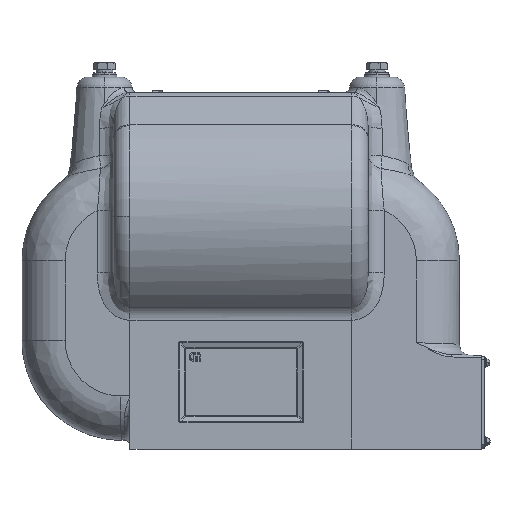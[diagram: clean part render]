
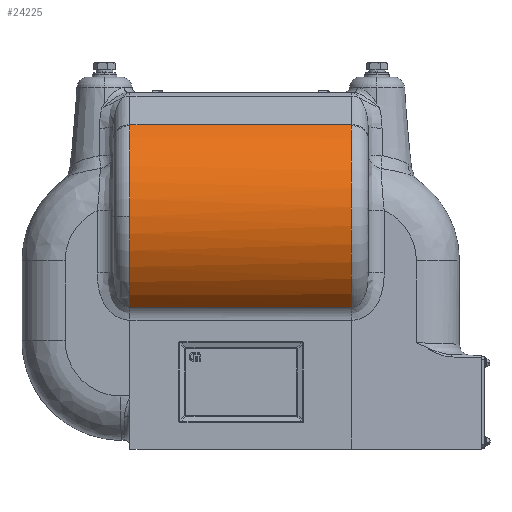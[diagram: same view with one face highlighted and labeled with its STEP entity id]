
A CAD part, top view. The second image highlights one B-rep face of the part: STEP entity #24225.
In plain terms, the highlighted cylindrical face has radius 105 mm (diameter 210 mm), a partial arc.
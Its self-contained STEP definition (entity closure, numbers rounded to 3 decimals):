
#529 = CIRCLE ( 'NONE', #25959, 105. ) ;
#1022 = CIRCLE ( 'NONE', #26131, 105. ) ;
#1099 = CIRCLE ( 'NONE', #26182, 105. ) ;
#1166 = CIRCLE ( 'NONE', #26176, 105. ) ;
#2270 = CARTESIAN_POINT ( 'NONE',  ( 115., 75., 0. ) ) ;
#2321 = DIRECTION ( 'NONE',  ( 1., 0., 0. ) ) ;
#2345 = DIRECTION ( 'NONE',  ( 0., 0., -1. ) ) ;
#3832 = FACE_OUTER_BOUND ( 'NONE', #6335, .T. ) ;
#3846 = CYLINDRICAL_SURFACE ( 'NONE', #15940, 105. ) ;
#5310 = CARTESIAN_POINT ( 'NONE',  ( -100., -6.962, 65.629 ) ) ;
#5381 = CARTESIAN_POINT ( 'NONE',  ( -100., 75., 105. ) ) ;
#6335 = EDGE_LOOP ( 'NONE', ( #22494, #22438, #22421, #22472, #22518, #22545, #22496, #22549, #22492 ) ) ;
#7422 = B_SPLINE_CURVE_WITH_KNOTS ( 'NONE', 3,
 ( #21619, #21611, #21623, #21592 ),
 .UNSPECIFIED., .F., .F.,
 ( 4, 4 ),
 ( 0., 0. ),
 .UNSPECIFIED. ) ;
#7423 = B_SPLINE_CURVE_WITH_KNOTS ( 'NONE', 3,
 ( #21741, #21793, #21791, #21821 ),
 .UNSPECIFIED., .F., .F.,
 ( 4, 4 ),
 ( 0.015, 0.015 ),
 .UNSPECIFIED. ) ;
#8912 = VERTEX_POINT ( 'NONE', #17683 ) ;
#8932 = VERTEX_POINT ( 'NONE', #17674 ) ;
#8940 = VERTEX_POINT ( 'NONE', #17724 ) ;
#8950 = VERTEX_POINT ( 'NONE', #17721 ) ;
#8953 = VERTEX_POINT ( 'NONE', #17700 ) ;
#9303 = VERTEX_POINT ( 'NONE', #17217 ) ;
#9320 = VERTEX_POINT ( 'NONE', #17292 ) ;
#12123 = VECTOR ( 'NONE', #21312, 1000. ) ;
#12126 = LINE ( 'NONE', #21382, #12131 ) ;
#12129 = LINE ( 'NONE', #21327, #12123 ) ;
#12131 = VECTOR ( 'NONE', #21349, 1000. ) ;
#12164 = CIRCLE ( 'NONE', #26200, 105. ) ;
#12965 = EDGE_CURVE ( 'NONE', #25630, #25629, #529, .T. ) ;
#13437 = EDGE_CURVE ( 'NONE', #9320, #9303, #1022, .T. ) ;
#13528 = EDGE_CURVE ( 'NONE', #8940, #8950, #1099, .T. ) ;
#13557 = EDGE_CURVE ( 'NONE', #8912, #8940, #1166, .T. ) ;
#13585 = EDGE_CURVE ( 'NONE', #8953, #8912, #7423, .T. ) ;
#13606 = EDGE_CURVE ( 'NONE', #8950, #9320, #12129, .T. ) ;
#13620 = EDGE_CURVE ( 'NONE', #8932, #8953, #12126, .T. ) ;
#13654 = EDGE_CURVE ( 'NONE', #25629, #8932, #7422, .T. ) ;
#13675 = EDGE_CURVE ( 'NONE', #9303, #25630, #12164, .T. ) ;
#15940 = AXIS2_PLACEMENT_3D ( 'NONE', #2270, #2321, #2345 ) ;
#17217 = CARTESIAN_POINT ( 'NONE',  ( -100., 157., 65.582 ) ) ;
#17292 = CARTESIAN_POINT ( 'NONE',  ( -100., 157.957, 64.367 ) ) ;
#17674 = CARTESIAN_POINT ( 'NONE',  ( -100.006, -6.966, 65.625 ) ) ;
#17683 = CARTESIAN_POINT ( 'NONE',  ( 100., -6.962, 65.629 ) ) ;
#17700 = CARTESIAN_POINT ( 'NONE',  ( 100.006, -6.966, 65.625 ) ) ;
#17721 = CARTESIAN_POINT ( 'NONE',  ( 100., 157.957, 64.367 ) ) ;
#17724 = CARTESIAN_POINT ( 'NONE',  ( 100., 156.96, 65.632 ) ) ;
#19871 = CARTESIAN_POINT ( 'NONE',  ( 100., 75., 0. ) ) ;
#19926 = DIRECTION ( 'NONE',  ( -1., 0., 0. ) ) ;
#19929 = DIRECTION ( 'NONE',  ( 0., 0., -1. ) ) ;
#20077 = CARTESIAN_POINT ( 'NONE',  ( 100., 75., 0. ) ) ;
#20108 = DIRECTION ( 'NONE',  ( -1., 0., 0. ) ) ;
#20115 = DIRECTION ( 'NONE',  ( 0., 0., -1. ) ) ;
#21312 = DIRECTION ( 'NONE',  ( -1., 0., 0. ) ) ;
#21327 = CARTESIAN_POINT ( 'NONE',  ( 115., 157.957, 64.367 ) ) ;
#21349 = DIRECTION ( 'NONE',  ( 1., 0., 0. ) ) ;
#21382 = CARTESIAN_POINT ( 'NONE',  ( 115., -6.966, 65.625 ) ) ;
#21592 = CARTESIAN_POINT ( 'NONE',  ( -100.006, -6.966, 65.625 ) ) ;
#21611 = CARTESIAN_POINT ( 'NONE',  ( -100.002, -6.963, 65.628 ) ) ;
#21619 = CARTESIAN_POINT ( 'NONE',  ( -100., -6.962, 65.629 ) ) ;
#21623 = CARTESIAN_POINT ( 'NONE',  ( -100.004, -6.964, 65.626 ) ) ;
#21741 = CARTESIAN_POINT ( 'NONE',  ( 100.006, -6.966, 65.625 ) ) ;
#21791 = CARTESIAN_POINT ( 'NONE',  ( 100.002, -6.963, 65.628 ) ) ;
#21793 = CARTESIAN_POINT ( 'NONE',  ( 100.004, -6.964, 65.626 ) ) ;
#21821 = CARTESIAN_POINT ( 'NONE',  ( 100., -6.962, 65.629 ) ) ;
#22421 = ORIENTED_EDGE ( 'NONE', *, *, #13585, .T. ) ;
#22438 = ORIENTED_EDGE ( 'NONE', *, *, #13620, .T. ) ;
#22472 = ORIENTED_EDGE ( 'NONE', *, *, #13557, .T. ) ;
#22492 = ORIENTED_EDGE ( 'NONE', *, *, #12965, .T. ) ;
#22494 = ORIENTED_EDGE ( 'NONE', *, *, #13654, .T. ) ;
#22496 = ORIENTED_EDGE ( 'NONE', *, *, #13437, .T. ) ;
#22518 = ORIENTED_EDGE ( 'NONE', *, *, #13528, .T. ) ;
#22545 = ORIENTED_EDGE ( 'NONE', *, *, #13606, .T. ) ;
#22549 = ORIENTED_EDGE ( 'NONE', *, *, #13675, .T. ) ;
#22906 = DIRECTION ( 'NONE',  ( 0., 0., 1. ) ) ;
#22918 = CARTESIAN_POINT ( 'NONE',  ( -100., 75., 0. ) ) ;
#22920 = DIRECTION ( 'NONE',  ( 1., 0., 0. ) ) ;
#23949 = CARTESIAN_POINT ( 'NONE',  ( -100., 75., 0. ) ) ;
#23997 = DIRECTION ( 'NONE',  ( 0., 0., 1. ) ) ;
#24005 = DIRECTION ( 'NONE',  ( 1., 0., 0. ) ) ;
#24225 = ADVANCED_FACE ( 'NONE', ( #3832 ), #3846, .T. ) ;
#25437 = DIRECTION ( 'NONE',  ( 1., 0., 0. ) ) ;
#25439 = CARTESIAN_POINT ( 'NONE',  ( -100., 75., 0. ) ) ;
#25483 = DIRECTION ( 'NONE',  ( 0., 0., 1. ) ) ;
#25629 = VERTEX_POINT ( 'NONE', #5310 ) ;
#25630 = VERTEX_POINT ( 'NONE', #5381 ) ;
#25959 = AXIS2_PLACEMENT_3D ( 'NONE', #25439, #25437, #25483 ) ;
#26131 = AXIS2_PLACEMENT_3D ( 'NONE', #23949, #24005, #23997 ) ;
#26176 = AXIS2_PLACEMENT_3D ( 'NONE', #20077, #20108, #20115 ) ;
#26182 = AXIS2_PLACEMENT_3D ( 'NONE', #19871, #19926, #19929 ) ;
#26200 = AXIS2_PLACEMENT_3D ( 'NONE', #22918, #22920, #22906 ) ;
